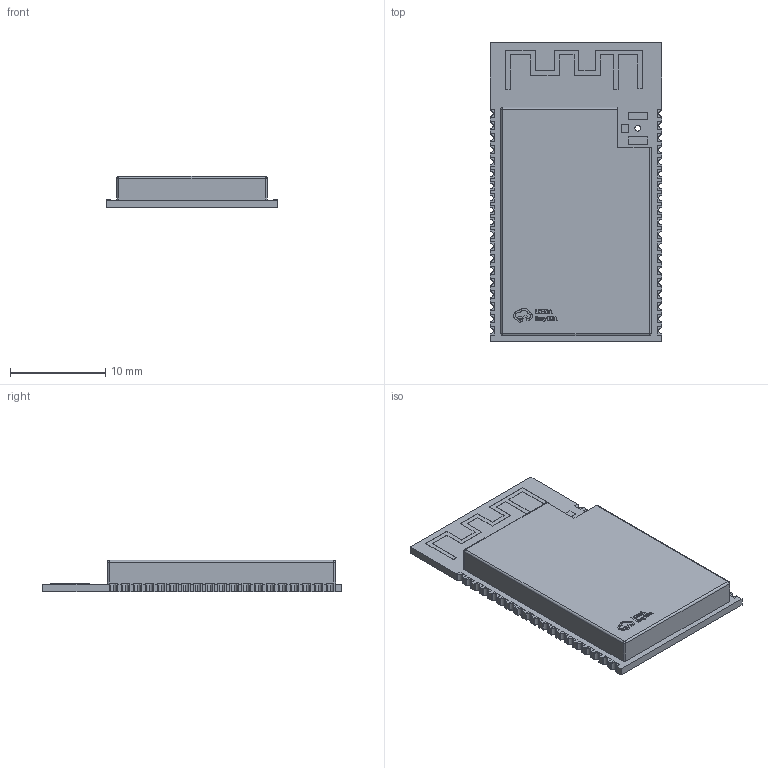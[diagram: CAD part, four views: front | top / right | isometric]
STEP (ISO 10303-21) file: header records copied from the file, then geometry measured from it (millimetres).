
FILE_DESCRIPTION (( 'STEP AP214' ), '1' );
FILE_NAME ('WIFIM-SMD_39P-L31.4-W18.0-P1.27-1.STEP', '2024-11-24T10:18:10', ( 'User' ), ( 'China' ), 'SwSTEP 2.0', 'SolidWorks 2020', '' );
FILE_SCHEMA (( 'AUTOMOTIVE_DESIGN' ));
Length unit declared in the file: millimetre
Products named in the file (1): WIFIM-SMD_39P-L31.4-W18.0-P1.27-1
Bounding box: 18 x 31.4 x 3.32 mm (x, y, z)
Volume: 1359.4 mm3; surface area: 1407.9 mm2
Topology: 1 solids, 1 shells, 773 faces, 2232 edges, 1483 vertices
Faces by surface type: plane 606, bspline 98, cylinder 66, sphere 3
Entity records: 34096 total; most frequent: CARTESIAN_POINT 5792, ORIENTED_EDGE 4458, DIRECTION 3513, EDGE_CURVE 2229, LINE 1897, VECTOR 1897, VERTEX_POINT 1483, AXIS2_PLACEMENT_3D 808
